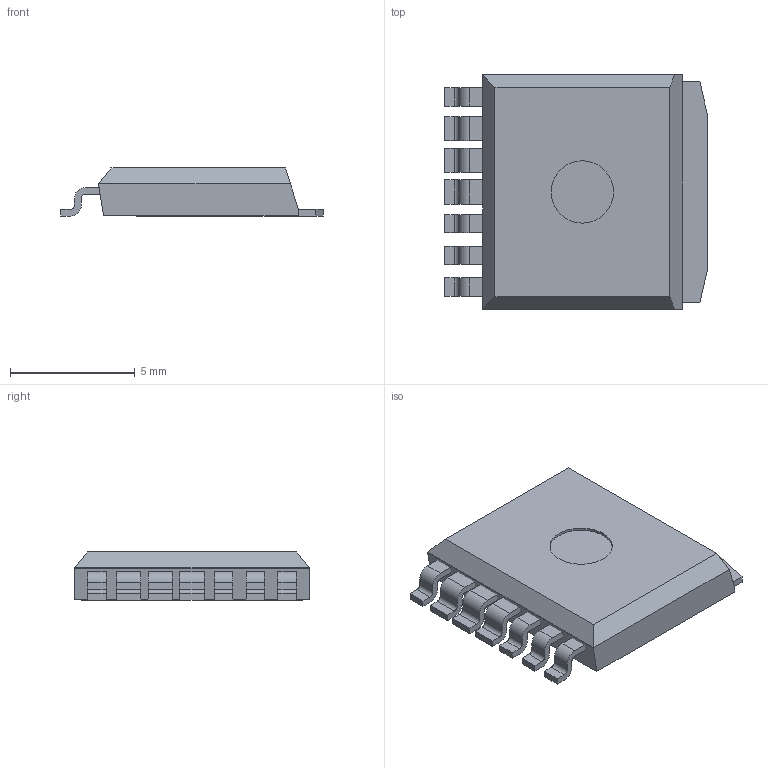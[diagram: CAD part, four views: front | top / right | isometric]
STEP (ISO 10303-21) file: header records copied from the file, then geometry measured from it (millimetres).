
FILE_DESCRIPTION(/* description */ ('model of Rohm_HRP7'),/* implementation_level */ '2;1');
FILE_NAME(/* name */ 'Rohm_HRP7.step',/* time_stamp */ '2023-01-24T23:51:48',/* author */ ('Ray Benitez',''),/* organization */ ('OCCT'),/* preprocessor_version */ '',/* originating_system */ 'KiCAD',/* authorisation */ '');
FILE_SCHEMA(('AUTOMOTIVE_DESIGN { 1 0 10303 214 1 1 1 1 }'));
Length unit declared in the file: millimetre
Products named in the file (8): CQ assembly; af1efe64-9c39-11ed-93f0-dde97e994e83; af1efe65-9c39-11ed-93f0-dde97e994e83; af1efe65-9c39-11ed-93f0-dde97e994e83_part; af1efe66-9c39-11ed-93f0-dde97e994e83; af1efe66-9c39-11ed-93f0-dde97e994e83_part; af1efe67-9c39-11ed-93f0-dde97e994e83; af1efe67-9c39-11ed-93f0-dde97e994e83_part
Assembly tree (7 placements, depth 4):
  CQ assembly
    af1efe64-9c39-11ed-93f0-dde97e994e83
      af1efe65-9c39-11ed-93f0-dde97e994e83
        af1efe65-9c39-11ed-93f0-dde97e994e83_part
      af1efe66-9c39-11ed-93f0-dde97e994e83
        af1efe66-9c39-11ed-93f0-dde97e994e83_part
      af1efe67-9c39-11ed-93f0-dde97e994e83
        af1efe67-9c39-11ed-93f0-dde97e994e83_part
Bounding box: 10.54 x 9.39 x 1.93 mm (x, y, z)
Volume: 152.1 mm3; surface area: 357.8 mm2
Topology: 9 solids, 9 shells, 123 faces, 310 edges, 206 vertices
Faces by surface type: plane 94, cylinder 29
Full cylindrical faces by diameter (mm): 2.5 x1
Entity records: 3854 total; most frequent: CARTESIAN_POINT 647, DIRECTION 630, ORIENTED_EDGE 620, EDGE_CURVE 310, LINE 252, VECTOR 252, VERTEX_POINT 206, AXIS2_PLACEMENT_3D 189
